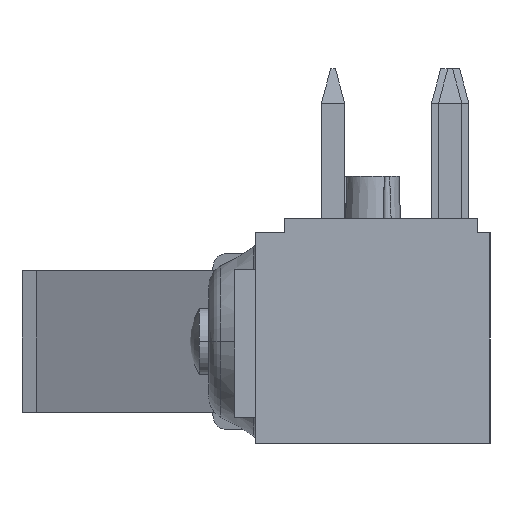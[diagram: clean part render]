
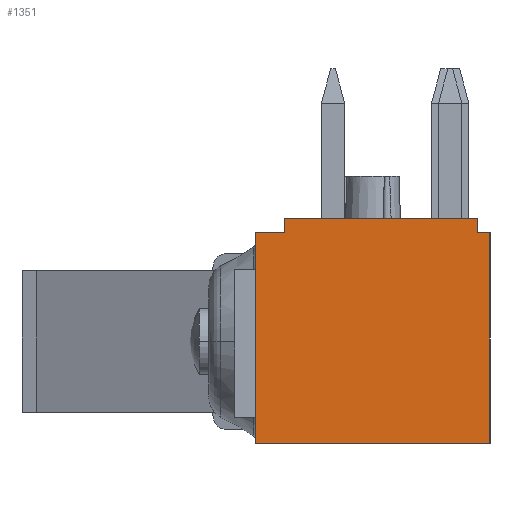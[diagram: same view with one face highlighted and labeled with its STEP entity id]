
A CAD part, left-side view. The second image highlights one B-rep face of the part: STEP entity #1351.
In plain terms, the highlighted planar face has unit normal (-1, 0, 0).
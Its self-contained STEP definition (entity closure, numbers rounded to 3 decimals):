
#651 = FACE_OUTER_BOUND ( 'NONE', #1558, .T. ) ;
#652 = AXIS2_PLACEMENT_3D ( 'NONE', #4110, #4111, #4112 ) ;
#934 = VECTOR ( 'NONE', #2366, 1000. ) ;
#950 = VECTOR ( 'NONE', #2403, 1000. ) ;
#951 = VECTOR ( 'NONE', #2400, 1000. ) ;
#1037 = VECTOR ( 'NONE', #4856, 1000. ) ;
#1075 = VECTOR ( 'NONE', #4348, 1000. ) ;
#1078 = VECTOR ( 'NONE', #4369, 1000. ) ;
#1083 = VECTOR ( 'NONE', #4357, 1000. ) ;
#1152 = VECTOR ( 'NONE', #4683, 1000. ) ;
#1351 = ADVANCED_FACE ( 'NONE', ( #651 ), #4109, .T. ) ;
#1558 = EDGE_LOOP ( 'NONE', ( #6200, #6234, #2075, #2111, #2110, #2112, #2094, #2074 ) ) ;
#2074 = ORIENTED_EDGE ( 'NONE', *, *, #5924, .T. ) ;
#2075 = ORIENTED_EDGE ( 'NONE', *, *, #2806, .T. ) ;
#2094 = ORIENTED_EDGE ( 'NONE', *, *, #5930, .F. ) ;
#2110 = ORIENTED_EDGE ( 'NONE', *, *, #2803, .F. ) ;
#2111 = ORIENTED_EDGE ( 'NONE', *, *, #5929, .T. ) ;
#2112 = ORIENTED_EDGE ( 'NONE', *, *, #5880, .F. ) ;
#2364 = LINE ( 'NONE', #2365, #934 ) ;
#2365 = CARTESIAN_POINT ( 'NONE',  ( -9.3, 1.896, 0.3 ) ) ;
#2366 = DIRECTION ( 'NONE',  ( 0., 0., -1. ) ) ;
#2398 = LINE ( 'NONE', #2399, #951 ) ;
#2399 = CARTESIAN_POINT ( 'NONE',  ( -9.3, -2.5, -4.5 ) ) ;
#2400 = DIRECTION ( 'NONE',  ( 0., 0., 1. ) ) ;
#2401 = LINE ( 'NONE', #2402, #950 ) ;
#2402 = CARTESIAN_POINT ( 'NONE',  ( -9.3, -2.229, 0.3 ) ) ;
#2403 = DIRECTION ( 'NONE',  ( 0., -1., 0. ) ) ;
#2763 = EDGE_CURVE ( 'NONE', #5705, #5688, #4854, .T. ) ;
#2803 = EDGE_CURVE ( 'NONE', #5739, #5735, #4346, .T. ) ;
#2806 = EDGE_CURVE ( 'NONE', #5705, #5716, #4355, .T. ) ;
#2810 = EDGE_CURVE ( 'NONE', #5688, #5744, #4367, .T. ) ;
#3776 = CARTESIAN_POINT ( 'NONE',  ( -9.3, 2.5, 0. ) ) ;
#3787 = CARTESIAN_POINT ( 'NONE',  ( -9.3, 2.5, -4.5 ) ) ;
#3795 = CARTESIAN_POINT ( 'NONE',  ( -9.3, -2.5, -4.5 ) ) ;
#3804 = CARTESIAN_POINT ( 'NONE',  ( -9.3, -2.229, 0.3 ) ) ;
#3812 = CARTESIAN_POINT ( 'NONE',  ( -9.3, -2.5, 0. ) ) ;
#3815 = CARTESIAN_POINT ( 'NONE',  ( -9.3, -2.229, 0. ) ) ;
#3820 = CARTESIAN_POINT ( 'NONE',  ( -9.3, 1.896, 0. ) ) ;
#3826 = CARTESIAN_POINT ( 'NONE',  ( -9.3, 1.896, 0.3 ) ) ;
#4109 = PLANE ( 'NONE',  #652 ) ;
#4110 = CARTESIAN_POINT ( 'NONE',  ( -9.3, 2.5, -4.5 ) ) ;
#4111 = DIRECTION ( 'NONE',  ( -1., 0., 0. ) ) ;
#4112 = DIRECTION ( 'NONE',  ( 0., 0., 1. ) ) ;
#4346 = LINE ( 'NONE', #4347, #1075 ) ;
#4347 = CARTESIAN_POINT ( 'NONE',  ( -9.3, 2.5, 0. ) ) ;
#4348 = DIRECTION ( 'NONE',  ( 0., -1., 0. ) ) ;
#4355 = LINE ( 'NONE', #4356, #1083 ) ;
#4356 = CARTESIAN_POINT ( 'NONE',  ( -9.3, 2.5, -4.5 ) ) ;
#4357 = DIRECTION ( 'NONE',  ( 0., -1., 0. ) ) ;
#4367 = LINE ( 'NONE', #4368, #1078 ) ;
#4368 = CARTESIAN_POINT ( 'NONE',  ( -9.3, 2.5, 0. ) ) ;
#4369 = DIRECTION ( 'NONE',  ( 0., -1., 0. ) ) ;
#4681 = LINE ( 'NONE', #4682, #1152 ) ;
#4682 = CARTESIAN_POINT ( 'NONE',  ( -9.3, -2.229, 0.3 ) ) ;
#4683 = DIRECTION ( 'NONE',  ( 0., 0., -1. ) ) ;
#4854 = LINE ( 'NONE', #4855, #1037 ) ;
#4855 = CARTESIAN_POINT ( 'NONE',  ( -9.3, 2.5, -4.5 ) ) ;
#4856 = DIRECTION ( 'NONE',  ( 0., 0., 1. ) ) ;
#5688 = VERTEX_POINT ( 'NONE', #3776 ) ;
#5705 = VERTEX_POINT ( 'NONE', #3787 ) ;
#5716 = VERTEX_POINT ( 'NONE', #3795 ) ;
#5726 = VERTEX_POINT ( 'NONE', #3804 ) ;
#5735 = VERTEX_POINT ( 'NONE', #3812 ) ;
#5739 = VERTEX_POINT ( 'NONE', #3815 ) ;
#5744 = VERTEX_POINT ( 'NONE', #3820 ) ;
#5751 = VERTEX_POINT ( 'NONE', #3826 ) ;
#5880 = EDGE_CURVE ( 'NONE', #5726, #5739, #4681, .T. ) ;
#5924 = EDGE_CURVE ( 'NONE', #5751, #5744, #2364, .T. ) ;
#5929 = EDGE_CURVE ( 'NONE', #5716, #5735, #2398, .T. ) ;
#5930 = EDGE_CURVE ( 'NONE', #5751, #5726, #2401, .T. ) ;
#6200 = ORIENTED_EDGE ( 'NONE', *, *, #2810, .F. ) ;
#6234 = ORIENTED_EDGE ( 'NONE', *, *, #2763, .F. ) ;
